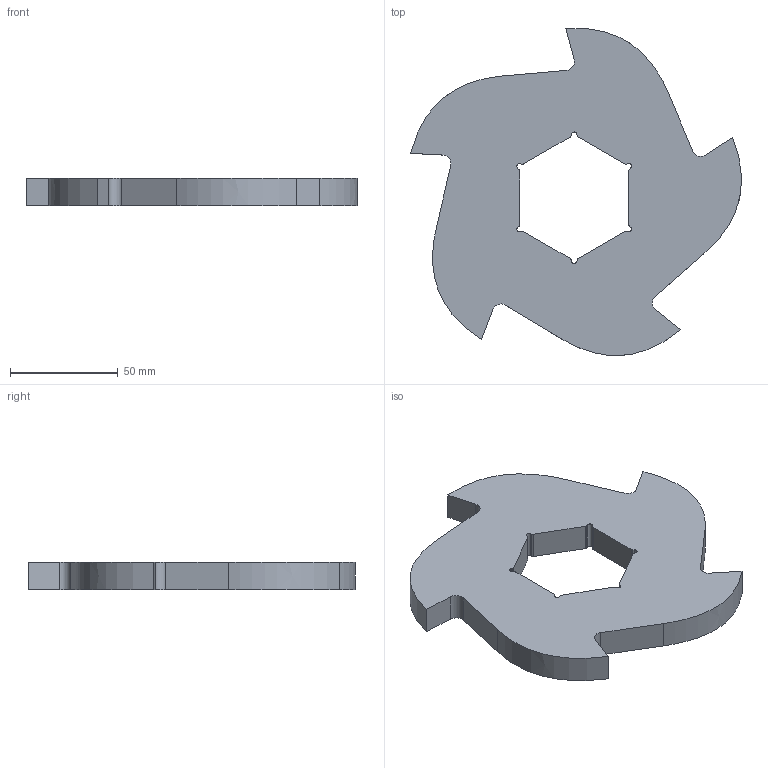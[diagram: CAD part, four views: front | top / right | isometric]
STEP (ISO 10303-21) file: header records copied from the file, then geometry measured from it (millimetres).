
FILE_DESCRIPTION(('FreeCAD Model'),'2;1');
FILE_NAME('Open CASCADE Shape Model','2025-05-11T01:08:39',(''),(''), 'Open CASCADE STEP processor 7.8','FreeCAD','Unknown');
FILE_SCHEMA(('AUTOMOTIVE_DESIGN { 1 0 10303 214 1 1 1 1 }'));
Length unit declared in the file: millimetre
Products named in the file (1): Blade
Bounding box: 153.86 x 152.14 x 12.7 mm (x, y, z)
Volume: 165035.8 mm3; surface area: 35515.2 mm2
Topology: 1 solids, 1 shells, 58 faces, 168 edges, 112 vertices
Faces by surface type: plane 30, cylinder 23, extrusion 5
Entity records: 1956 total; most frequent: CARTESIAN_POINT 369, ORIENTED_EDGE 336, DIRECTION 317, EDGE_CURVE 168, VECTOR 117, VERTEX_POINT 112, LINE 112, AXIS2_PLACEMENT_3D 100
